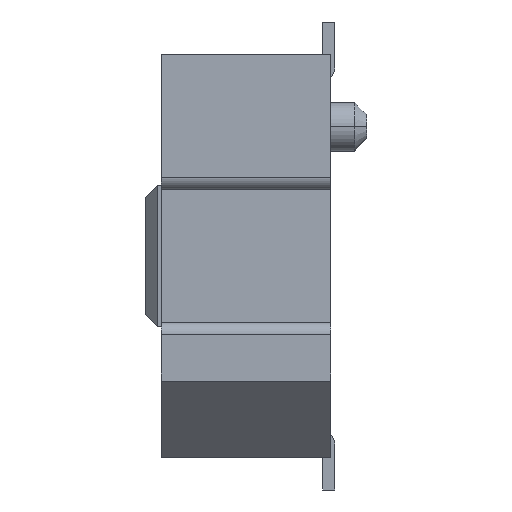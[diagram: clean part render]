
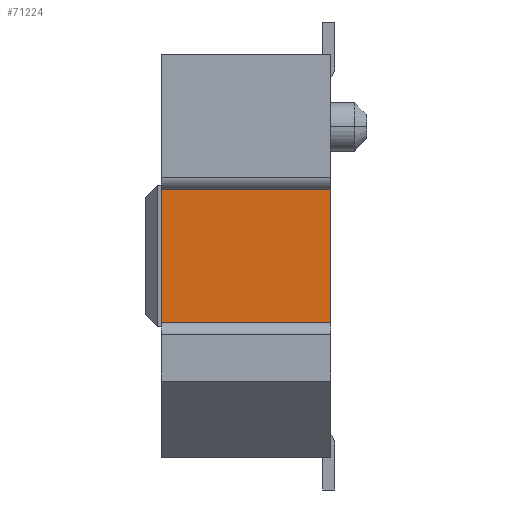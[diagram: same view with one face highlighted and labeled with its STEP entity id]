
A CAD part, left-side view. The second image highlights one B-rep face of the part: STEP entity #71224.
In plain terms, the highlighted planar face has unit normal (-1, 0, 0).
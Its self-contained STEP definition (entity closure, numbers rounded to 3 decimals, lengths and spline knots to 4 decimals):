
#1305=DIRECTION('',(0.,-1.,0.));
#1306=VECTOR('',#1305,2.1);
#1307=CARTESIAN_POINT('',(-13.95,2.1,-0.825));
#1308=LINE('',#1307,#1306);
#1313=DIRECTION('',(0.,0.,-1.));
#1314=VECTOR('',#1313,1.65);
#1315=CARTESIAN_POINT('',(-13.95,0.,0.825));
#1316=LINE('',#1315,#1314);
#1317=DIRECTION('',(0.,0.,1.));
#1318=VECTOR('',#1317,1.65);
#1319=CARTESIAN_POINT('',(-13.95,2.1,-0.825));
#1320=LINE('',#1319,#1318);
#1321=DIRECTION('',(0.,1.,0.));
#1322=VECTOR('',#1321,2.1);
#1323=CARTESIAN_POINT('',(-13.95,0.,0.825));
#1324=LINE('',#1323,#1322);
#58247=CARTESIAN_POINT('',(-13.95,0.,0.825));
#58248=VERTEX_POINT('',#58247);
#58249=CARTESIAN_POINT('',(-13.95,0.,-0.825));
#58250=VERTEX_POINT('',#58249);
#60873=CARTESIAN_POINT('',(-13.95,2.1,0.825));
#60874=VERTEX_POINT('',#60873);
#60875=CARTESIAN_POINT('',(-13.95,2.1,-0.825));
#60876=VERTEX_POINT('',#60875);
#71212=CARTESIAN_POINT('',(-13.95,1.05,0.));
#71213=DIRECTION('',(1.,0.,0.));
#71214=DIRECTION('',(0.,0.,-1.));
#71215=AXIS2_PLACEMENT_3D('',#71212,#71213,#71214);
#71216=PLANE('',#71215);
#71217=ORIENTED_EDGE('',*,*,#71146,.T.);
#71218=ORIENTED_EDGE('',*,*,#71205,.F.);
#71219=ORIENTED_EDGE('',*,*,#71017,.T.);
#71221=ORIENTED_EDGE('',*,*,#71220,.F.);
#71222=EDGE_LOOP('',(#71217,#71218,#71219,#71221));
#71223=FACE_OUTER_BOUND('',#71222,.F.);
#71224=ADVANCED_FACE('',(#71223),#71216,.F.);
#71017=EDGE_CURVE('',#60876,#60874,#1320,.T.);
#71146=EDGE_CURVE('',#58248,#58250,#1316,.T.);
#71205=EDGE_CURVE('',#60876,#58250,#1308,.T.);
#71220=EDGE_CURVE('',#58248,#60874,#1324,.T.);
